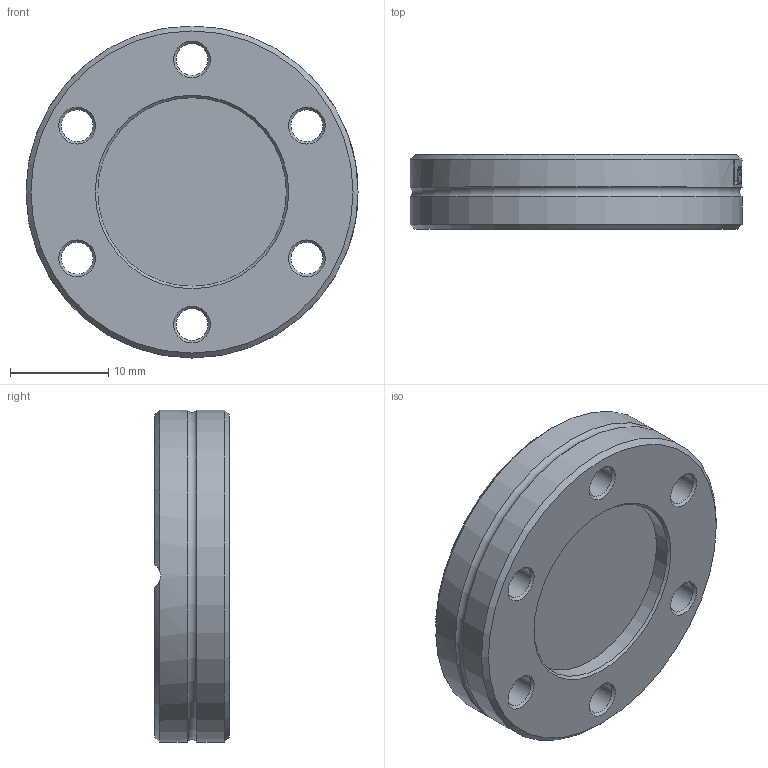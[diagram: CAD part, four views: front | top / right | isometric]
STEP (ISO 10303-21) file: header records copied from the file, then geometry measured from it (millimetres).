
FILE_DESCRIPTION(/* description */ (''),/* implementation_level */ '2;1');
FILE_NAME(/* name */ 'FL-16CFRT.stp',/* time_stamp */ '2018-01-11T11:11:23+00:00',/* author */ ('paul'),/* organization */ (''),/* preprocessor_version */ 'ST-DEVELOPER v16.13',/* originating_system */ 'Autodesk Inventor 2018',/* authorisation */ '');
FILE_SCHEMA (('AUTOMOTIVE_DESIGN { 1 0 10303 214 3 1 1 }'));
Length unit declared in the file: millimetre
Products named in the file (3): FL-16CFRT; FL-16CF-OUTTAP; FL-16CF-INNER BLANK
Assembly tree (2 placements, depth 2):
  FL-16CFRT
    FL-16CF-OUTTAP
    FL-16CF-INNER BLANK
Bounding box: 33.8 x 7.6 x 33.8 mm (x, y, z)
Volume: 5406.3 mm3; surface area: 3843.5 mm2
Topology: 2 solids, 2 shells, 130 faces, 342 edges, 224 vertices
Faces by surface type: plane 48, bspline 41, cylinder 21, cone 19, torus 1
Full cylindrical faces by diameter (mm): 3.242 x6, 19.2 x1, 21.1 x1, 21.4 x1, 33.8 x2
Entity records: 5279 total; most frequent: CARTESIAN_POINT 2313, ORIENTED_EDGE 610, DIRECTION 505, EDGE_CURVE 305, VERTEX_POINT 216, AXIS2_PLACEMENT_3D 197, EDGE_LOOP 181, FACE_OUTER_BOUND 130
